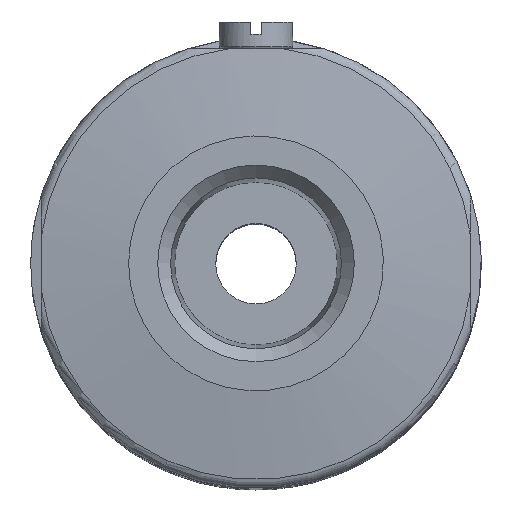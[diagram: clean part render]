
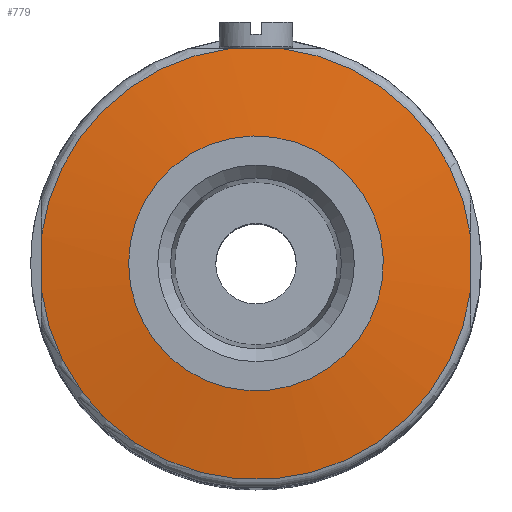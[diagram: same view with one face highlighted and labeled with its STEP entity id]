
A CAD part, top view. The second image highlights one B-rep face of the part: STEP entity #779.
In plain terms, the highlighted toroidal (fillet/blend) face has major radius 0.001 mm and minor radius 100.8 mm.
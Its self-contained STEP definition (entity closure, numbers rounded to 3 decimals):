
#19=DEGENERATE_TOROIDAL_SURFACE('',#903,0.001,100.8,
 .F.);
#24=B_SPLINE_CURVE_WITH_KNOTS('',3,(#1380,#1381,#1382,#1383),
 .UNSPECIFIED.,.F.,.F.,(4,4),(0.048,0.052),
 .UNSPECIFIED.);
#25=B_SPLINE_CURVE_WITH_KNOTS('',3,(#1384,#1385,#1386,#1387),
 .UNSPECIFIED.,.F.,.F.,(4,4),(0.048,0.053),
 .UNSPECIFIED.);
#26=B_SPLINE_CURVE_WITH_KNOTS('',3,(#1391,#1392,#1393,#1394),
 .UNSPECIFIED.,.F.,.F.,(4,4),(0.048,0.053),
 .UNSPECIFIED.);
#183=ORIENTED_EDGE('',*,*,#339,.T.);
#184=ORIENTED_EDGE('',*,*,#334,.F.);
#185=ORIENTED_EDGE('',*,*,#340,.T.);
#186=ORIENTED_EDGE('',*,*,#336,.F.);
#187=ORIENTED_EDGE('',*,*,#341,.T.);
#188=ORIENTED_EDGE('',*,*,#342,.F.);
#189=ORIENTED_EDGE('',*,*,#343,.T.);
#334=EDGE_CURVE('',#419,#420,#484,.T.);
#336=EDGE_CURVE('',#421,#422,#485,.T.);
#339=EDGE_CURVE('',#423,#423,#486,.T.);
#340=EDGE_CURVE('',#419,#422,#24,.T.);
#341=EDGE_CURVE('',#421,#424,#25,.T.);
#342=EDGE_CURVE('',#425,#424,#487,.T.);
#343=EDGE_CURVE('',#425,#420,#26,.T.);
#419=VERTEX_POINT('',#1343);
#420=VERTEX_POINT('',#1345);
#421=VERTEX_POINT('',#1357);
#422=VERTEX_POINT('',#1358);
#423=VERTEX_POINT('',#1379);
#424=VERTEX_POINT('',#1388);
#425=VERTEX_POINT('',#1390);
#484=CIRCLE('',#900,16.128);
#485=CIRCLE('',#902,16.128);
#486=CIRCLE('',#904,9.5);
#487=CIRCLE('',#905,16.128);
#555=EDGE_LOOP('',(#183));
#556=EDGE_LOOP('',(#184,#185,#186,#187,#188,#189));
#666=FACE_BOUND('',#555,.T.);
#667=FACE_BOUND('',#556,.T.);
#779=ADVANCED_FACE('',(#666,#667),#19,.F.);
#900=AXIS2_PLACEMENT_3D('',#1344,#1073,#1074);
#902=AXIS2_PLACEMENT_3D('',#1356,#1077,#1078);
#903=AXIS2_PLACEMENT_3D('',#1377,#1079,#1080);
#904=AXIS2_PLACEMENT_3D('',#1378,#1081,#1082);
#905=AXIS2_PLACEMENT_3D('',#1389,#1083,#1084);
#1073=DIRECTION('',(0.,0.,-1.));
#1074=DIRECTION('',(-1.,0.,0.));
#1077=DIRECTION('',(0.,0.,-1.));
#1078=DIRECTION('',(-1.,0.,0.));
#1079=DIRECTION('',(0.,0.,-1.));
#1080=DIRECTION('',(-1.,0.,0.));
#1081=DIRECTION('',(0.,0.,-1.));
#1082=DIRECTION('',(-1.,0.,0.));
#1083=DIRECTION('',(0.,0.,-1.));
#1084=DIRECTION('',(-1.,0.,0.));
#1343=CARTESIAN_POINT('',(2.028,16.,10.05));
#1344=CARTESIAN_POINT('',(0.,0.,10.05));
#1345=CARTESIAN_POINT('',(16.,2.028,10.05));
#1356=CARTESIAN_POINT('',(0.,0.,10.05));
#1357=CARTESIAN_POINT('',(-16.,2.028,10.05));
#1358=CARTESIAN_POINT('',(-2.028,16.,10.05));
#1377=CARTESIAN_POINT('',(0.,0.,-89.451));
#1378=CARTESIAN_POINT('',(0.,0.,10.9));
#1379=CARTESIAN_POINT('',(-9.5,0.,10.9));
#1380=CARTESIAN_POINT('',(2.028,16.,10.05));
#1381=CARTESIAN_POINT('',(0.678,16.,10.078));
#1382=CARTESIAN_POINT('',(-0.674,16.,10.078));
#1383=CARTESIAN_POINT('',(-2.028,16.,10.05));
#1384=CARTESIAN_POINT('',(-16.,2.028,10.05));
#1385=CARTESIAN_POINT('',(-16.,0.678,10.078));
#1386=CARTESIAN_POINT('',(-16.,-0.674,10.078));
#1387=CARTESIAN_POINT('',(-16.,-2.028,10.05));
#1388=CARTESIAN_POINT('',(-16.,-2.028,10.05));
#1389=CARTESIAN_POINT('',(0.,0.,10.05));
#1390=CARTESIAN_POINT('',(16.,-2.028,10.05));
#1391=CARTESIAN_POINT('',(16.,-2.028,10.05));
#1392=CARTESIAN_POINT('',(16.,-0.678,10.078));
#1393=CARTESIAN_POINT('',(16.,0.674,10.078));
#1394=CARTESIAN_POINT('',(16.,2.028,10.05));
